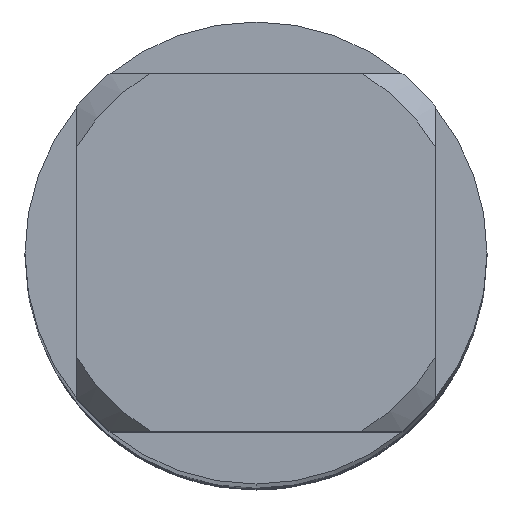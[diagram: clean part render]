
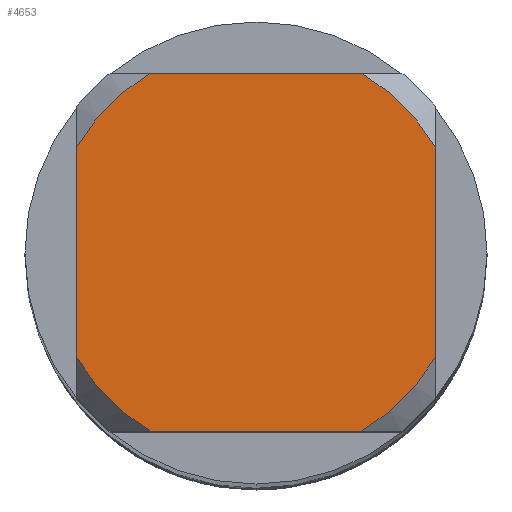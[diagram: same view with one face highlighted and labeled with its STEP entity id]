
A CAD part, top view. The second image highlights one B-rep face of the part: STEP entity #4653.
In plain terms, the highlighted planar face has unit normal (0, 0, 1).
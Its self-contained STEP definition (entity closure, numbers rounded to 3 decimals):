
#1983=VERTEX_POINT('',#5599);
#2487=EDGE_CURVE('',#2749,#4339,#6146,.T.);
#2543=VERTEX_POINT('',#6211);
#2749=VERTEX_POINT('',#6437);
#2805=VERTEX_POINT('',#6498);
#2905=VERTEX_POINT('',#6608);
#2935=EDGE_CURVE('',#1983,#2805,#6643,.T.);
#3095=EDGE_CURVE('',#1983,#4255,#6815,.T.);
#3117=EDGE_CURVE('',#2905,#2543,#6840,.T.);
#3943=EDGE_CURVE('',#5257,#2805,#7745,.T.);
#4127=EDGE_CURVE('',#2905,#4339,#7951,.T.);
#4133=EDGE_CURVE('',#2749,#4255,#7958,.T.);
#4255=VERTEX_POINT('',#8090);
#4339=VERTEX_POINT('',#8178);
#4653=ADVANCED_FACE('',(#8516),#8517,.T.);
#4995=EDGE_CURVE('',#5257,#2543,#8891,.T.);
#5257=VERTEX_POINT('',#9172);
#5599=CARTESIAN_POINT('',(1.83,3.1,0.0));
#6146=LINE('',#11480,#11481);
#6211=CARTESIAN_POINT('',(1.83,-3.1,0.0));
#6437=CARTESIAN_POINT('',(-3.1,1.83,0.0));
#6498=CARTESIAN_POINT('',(3.1,1.83,0.0));
#6608=CARTESIAN_POINT('',(-1.83,-3.1,0.0));
#6643=CIRCLE('',#13252,3.6);
#6815=LINE('',#13987,#13988);
#6840=LINE('',#14039,#14040);
#7745=LINE('',#16470,#16471);
#7951=CIRCLE('',#16948,3.6);
#7958=CIRCLE('',#16960,3.6);
#8090=CARTESIAN_POINT('',(-1.83,3.1,0.0));
#8178=CARTESIAN_POINT('',(-3.1,-1.83,0.0));
#8516=FACE_OUTER_BOUND('',#18594,.T.);
#8517=PLANE('',#18595);
#8891=CIRCLE('',#19409,3.6);
#9172=CARTESIAN_POINT('',(3.1,-1.83,0.0));
#11480=CARTESIAN_POINT('',(-3.1,0.9,0.0));
#11481=VECTOR('',#21267,1.0);
#13252=AXIS2_PLACEMENT_3D('',#22050,#22051,#22052);
#13987=CARTESIAN_POINT('',(0.0,3.1,0.0));
#13988=VECTOR('',#22329,1.0);
#14039=CARTESIAN_POINT('',(0.0,-3.1,0.0));
#14040=VECTOR('',#22362,1.0);
#16470=CARTESIAN_POINT('',(3.1,0.9,0.0));
#16471=VECTOR('',#23281,1.0);
#16948=AXIS2_PLACEMENT_3D('',#23537,#23538,#23539);
#16960=AXIS2_PLACEMENT_3D('',#23548,#23549,#23550);
#18594=EDGE_LOOP('',(#24068,#24069,#24070,#24071,#24072,#24073,#24074,#24075));
#18595=AXIS2_PLACEMENT_3D('',#24076,#24077,#24078);
#19409=AXIS2_PLACEMENT_3D('',#24465,#24466,#24467);
#21267=DIRECTION('',(-0.0,-1.0,0.0));
#22050=CARTESIAN_POINT('',(0.0,0.0,0.0));
#22051=DIRECTION('',(0.0,0.0,-1.0));
#22052=DIRECTION('',(0.0,1.0,0.0));
#22329=DIRECTION('',(-1.0,0.0,0.0));
#22362=DIRECTION('',(1.0,0.0,0.0));
#23281=DIRECTION('',(-0.0,1.0,0.0));
#23537=CARTESIAN_POINT('',(0.0,0.0,0.0));
#23538=DIRECTION('',(0.0,0.0,-1.0));
#23539=DIRECTION('',(0.0,1.0,0.0));
#23548=CARTESIAN_POINT('',(0.0,0.0,0.0));
#23549=DIRECTION('',(0.0,0.0,-1.0));
#23550=DIRECTION('',(0.0,1.0,0.0));
#24068=ORIENTED_EDGE('',*,*,#2487,.T.);
#24069=ORIENTED_EDGE('',*,*,#4127,.F.);
#24070=ORIENTED_EDGE('',*,*,#3117,.T.);
#24071=ORIENTED_EDGE('',*,*,#4995,.F.);
#24072=ORIENTED_EDGE('',*,*,#3943,.T.);
#24073=ORIENTED_EDGE('',*,*,#2935,.F.);
#24074=ORIENTED_EDGE('',*,*,#3095,.T.);
#24075=ORIENTED_EDGE('',*,*,#4133,.F.);
#24076=CARTESIAN_POINT('',(0.0,1.8,0.0));
#24077=DIRECTION('',(-0.0,0.0,1.0));
#24078=DIRECTION('',(0.0,-1.0,0.0));
#24465=CARTESIAN_POINT('',(0.0,0.0,0.0));
#24466=DIRECTION('',(0.0,0.0,-1.0));
#24467=DIRECTION('',(0.0,1.0,0.0));
